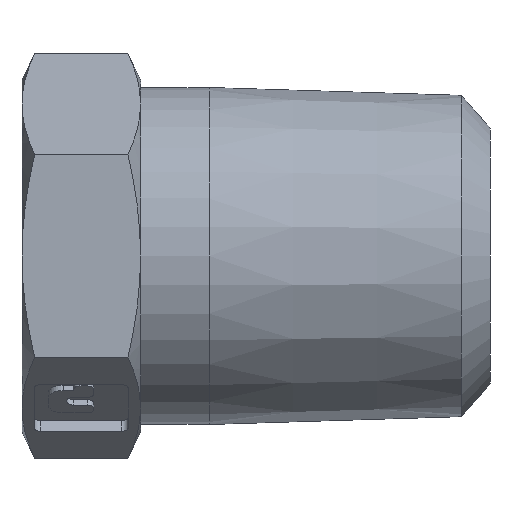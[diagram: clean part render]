
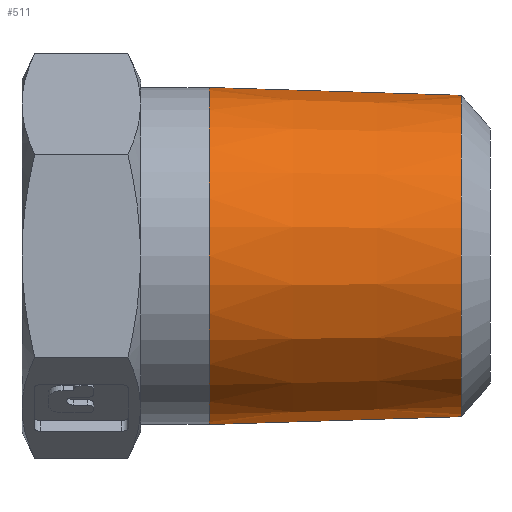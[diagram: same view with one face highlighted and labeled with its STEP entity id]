
A CAD part, front view. The second image highlights one B-rep face of the part: STEP entity #511.
In plain terms, the highlighted conical face has half-angle 1.783 degrees and reference radius 6.858 mm.
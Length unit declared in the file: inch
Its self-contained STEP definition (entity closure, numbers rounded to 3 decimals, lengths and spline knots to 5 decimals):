
#236 = DIRECTION ( 'NONE',  ( -1., 0., -0.031 ) ) ;
#391 = CARTESIAN_POINT ( 'NONE',  ( 0.3, 0., -0.27 ) ) ;
#399 = VECTOR ( 'NONE', #236, 39.37008 ) ;
#404 = VERTEX_POINT ( 'NONE', #2650 ) ;
#408 = VERTEX_POINT ( 'NONE', #391 ) ;
#497 = DIRECTION ( 'NONE',  ( 0., 0., 1. ) ) ;
#511 = ADVANCED_FACE ( 'NONE', ( #888 ), #2630, .T. ) ;
#812 = ORIENTED_EDGE ( 'NONE', *, *, #1621, .T. ) ;
#888 = FACE_OUTER_BOUND ( 'NONE', #2150, .T. ) ;
#970 = DIRECTION ( 'NONE',  ( 0., 0., 1. ) ) ;
#1137 = EDGE_CURVE ( 'NONE', #1404, #408, #2296, .T. ) ;
#1308 = DIRECTION ( 'NONE',  ( 0., 0., 1. ) ) ;
#1404 = VERTEX_POINT ( 'NONE', #2254 ) ;
#1432 = CARTESIAN_POINT ( 'NONE',  ( 0.70403, 0., -0.25742 ) ) ;
#1482 = AXIS2_PLACEMENT_3D ( 'NONE', #2364, #2351, #970 ) ;
#1495 = LINE ( 'NONE', #1788, #2050 ) ;
#1546 = DIRECTION ( 'NONE',  ( 1., 0., 0. ) ) ;
#1621 = EDGE_CURVE ( 'NONE', #1922, #404, #2504, .T. ) ;
#1634 = ORIENTED_EDGE ( 'NONE', *, *, #1137, .T. ) ;
#1674 = LINE ( 'NONE', #1854, #399 ) ;
#1747 = AXIS2_PLACEMENT_3D ( 'NONE', #2916, #1546, #1308 ) ;
#1755 = ORIENTED_EDGE ( 'NONE', *, *, #1802, .F. ) ;
#1788 = CARTESIAN_POINT ( 'NONE',  ( 0.3, 0., 0.27 ) ) ;
#1802 = EDGE_CURVE ( 'NONE', #1922, #408, #1674, .T. ) ;
#1854 = CARTESIAN_POINT ( 'NONE',  ( 0.3, 0., -0.27 ) ) ;
#1895 = CARTESIAN_POINT ( 'NONE',  ( 0.3, 0., 0. ) ) ;
#1922 = VERTEX_POINT ( 'NONE', #1432 ) ;
#2050 = VECTOR ( 'NONE', #2934, 39.37008 ) ;
#2150 = EDGE_LOOP ( 'NONE', ( #1755, #812, #2776, #1634 ) ) ;
#2254 = CARTESIAN_POINT ( 'NONE',  ( 0.3, 0., 0.27 ) ) ;
#2296 = CIRCLE ( 'NONE', #1747, 0.27 ) ;
#2351 = DIRECTION ( 'NONE',  ( -1., 0., 0. ) ) ;
#2364 = CARTESIAN_POINT ( 'NONE',  ( 0.70403, 0., 0. ) ) ;
#2504 = CIRCLE ( 'NONE', #1482, 0.25742 ) ;
#2583 = DIRECTION ( 'NONE',  ( -1., 0., 0. ) ) ;
#2630 = CONICAL_SURFACE ( 'NONE', #2883, 0.27, 0.031 ) ;
#2650 = CARTESIAN_POINT ( 'NONE',  ( 0.70403, 0., 0.25742 ) ) ;
#2776 = ORIENTED_EDGE ( 'NONE', *, *, #2865, .T. ) ;
#2865 = EDGE_CURVE ( 'NONE', #404, #1404, #1495, .T. ) ;
#2883 = AXIS2_PLACEMENT_3D ( 'NONE', #1895, #2583, #497 ) ;
#2916 = CARTESIAN_POINT ( 'NONE',  ( 0.3, 0., 0. ) ) ;
#2934 = DIRECTION ( 'NONE',  ( -1., 0., 0.031 ) ) ;
